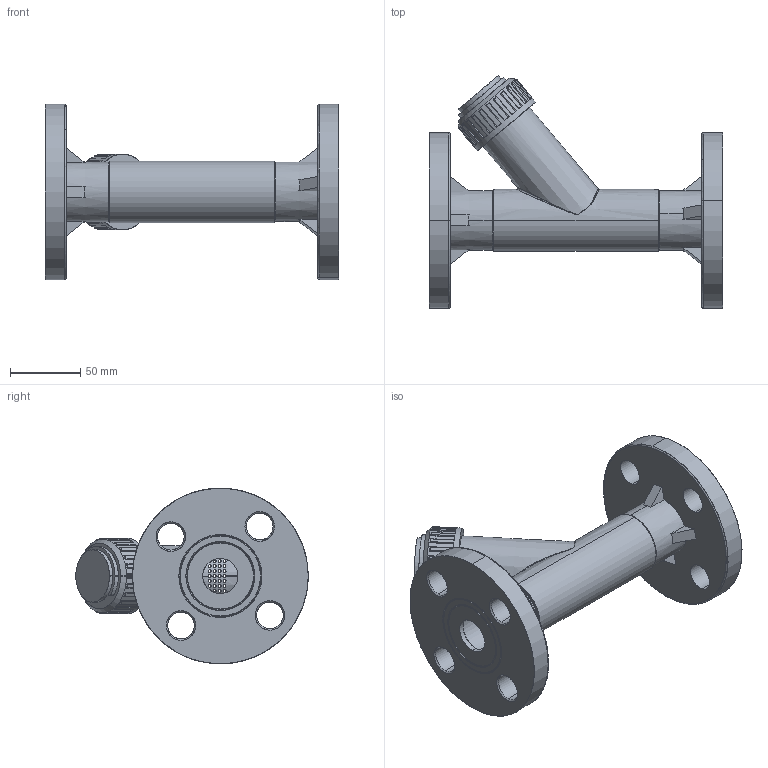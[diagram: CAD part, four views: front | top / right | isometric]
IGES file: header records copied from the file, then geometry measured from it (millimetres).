
Start section: SolidWorks IGES file using analytic representation for surfaces
Global section: file name: VP220 25A.IGS; native system: SolidWorks 2017; preprocessor: SolidWorks 2017; author: D1712-001!; date: 200508.153627; units: millimetre
Bounding box: 209 x 165.37 x 125 mm (x, y, z)
Surface area: 146640.2 mm2 (no closed solid volume)
Topology: 0 solids, 0 shells, 421 faces, 8351 edges, 8351 vertices
Faces by surface type: revolution 279, bspline 142
